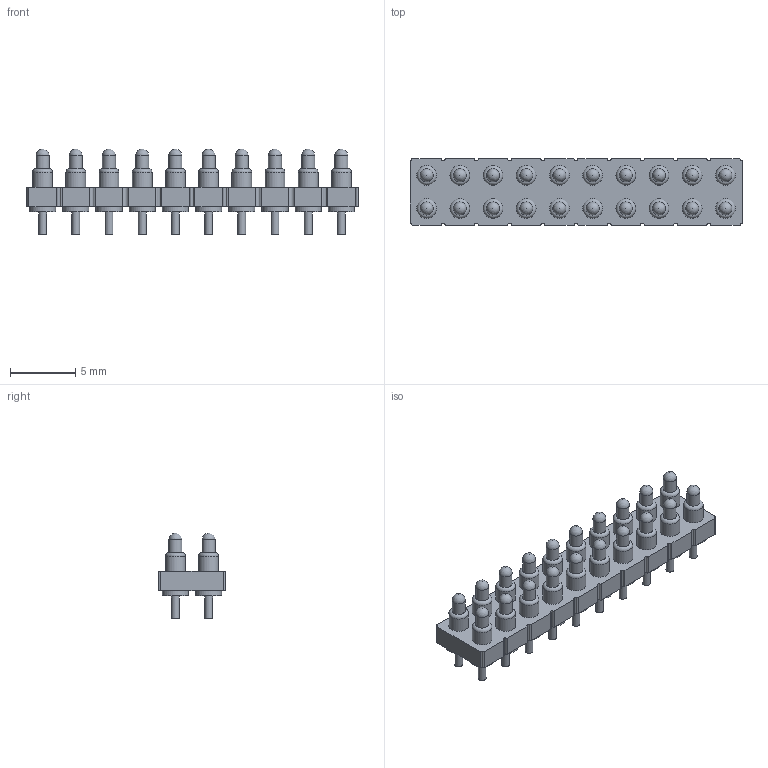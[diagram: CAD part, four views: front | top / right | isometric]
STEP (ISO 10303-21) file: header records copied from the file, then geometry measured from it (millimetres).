
FILE_DESCRIPTION(/* description */ (''),/* implementation_level */ '2;1');
FILE_NAME(/* name */ 'PH2-3B-20-MVP-3345.step',/* time_stamp */ '2023-06-19T10:08:20+03:00',/* author */ (''),/* organization */ (''),/* preprocessor_version */ 'ST-DEVELOPER v19.2',/* originating_system */ 'Autodesk Translation Framework v12.6.0.85',/* authorisation */ '');
FILE_SCHEMA (('AUTOMOTIVE_DESIGN { 1 0 10303 214 3 1 1 }'));
Length unit declared in the file: millimetre
Products named in the file (1): PH2-3B-20-MVP-3345
Bounding box: 25.4 x 5.08 x 6.55 mm (x, y, z)
Volume: 274.6 mm3; surface area: 788.1 mm2
Topology: 21 solids, 21 shells, 266 faces, 492 edges, 308 vertices
Faces by surface type: plane 104, cylinder 100, bspline 22, torus 20, sphere 20
Full cylindrical faces by diameter (mm): 0.6 x20, 1 x40, 1.5 x20, 2 x20
Entity records: 7205 total; most frequent: CARTESIAN_POINT 1829, DIRECTION 1158, ORIENTED_EDGE 944, AXIS2_PLACEMENT_3D 485, EDGE_CURVE 472, EDGE_LOOP 326, VERTEX_POINT 308, FACE_OUTER_BOUND 266
